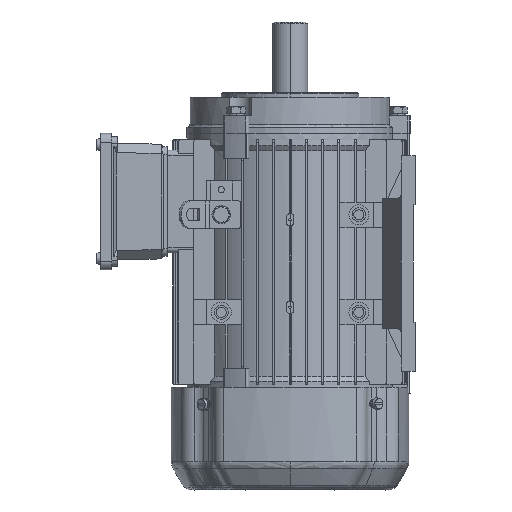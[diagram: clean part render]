
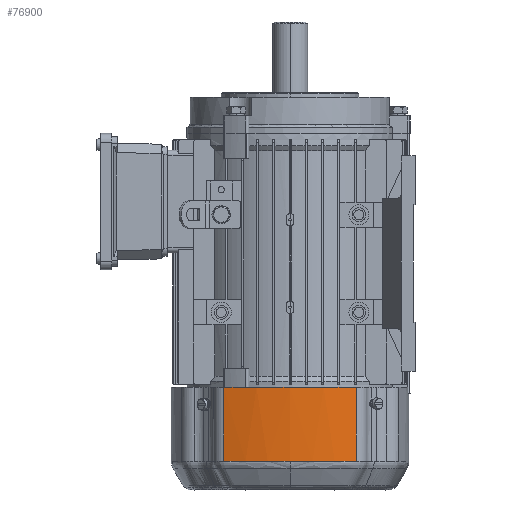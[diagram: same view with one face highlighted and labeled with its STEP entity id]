
A CAD part, left-side view. The second image highlights one B-rep face of the part: STEP entity #76900.
In plain terms, the highlighted cylindrical face has radius 178 mm (diameter 356 mm), a partial arc.
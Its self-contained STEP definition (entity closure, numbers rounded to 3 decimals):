
#9721 = CARTESIAN_POINT ( 'NONE',  ( -87.007, 52.741, -54.102 ) ) ;
#10242 = CARTESIAN_POINT ( 'NONE',  ( -86.928, -52.994, -65. ) ) ;
#10374 = CIRCLE ( 'NONE', #24751, 178. ) ;
#10619 = CARTESIAN_POINT ( 'NONE',  ( -94.816, 9.908, -54.102 ) ) ;
#10814 = VERTEX_POINT ( 'NONE', #158217 ) ;
#12072 = VECTOR ( 'NONE', #103159, 1000. ) ;
#12389 = CARTESIAN_POINT ( 'NONE',  ( -89.661, 43.326, -54.102 ) ) ;
#17305 = CYLINDRICAL_SURFACE ( 'NONE', #130766, 178. ) ;
#19934 = CARTESIAN_POINT ( 'NONE',  ( -89.598, -44.433, -54.102 ) ) ;
#20246 = VERTEX_POINT ( 'NONE', #147407 ) ;
#20617 = CARTESIAN_POINT ( 'NONE',  ( -86.928, 52.994, -65. ) ) ;
#24751 = AXIS2_PLACEMENT_3D ( 'NONE', #69800, #168433, #124507 ) ;
#28621 = EDGE_LOOP ( 'NONE', ( #52905, #29133, #57069, #122244, #172540 ) ) ;
#29133 = ORIENTED_EDGE ( 'NONE', *, *, #51605, .F. ) ;
#36687 = CARTESIAN_POINT ( 'NONE',  ( -91.655, 34.465, -54.102 ) ) ;
#38440 = CARTESIAN_POINT ( 'NONE',  ( -87.184, 52.171, -54.102 ) ) ;
#38488 = CARTESIAN_POINT ( 'NONE',  ( -95., -8.968, -54.102 ) ) ;
#46055 = VECTOR ( 'NONE', #119732, 1000. ) ;
#48432 = LINE ( 'NONE', #20617, #12072 ) ;
#51605 = EDGE_CURVE ( 'NONE', #57184, #92973, #71273, .T. ) ;
#52905 = ORIENTED_EDGE ( 'NONE', *, *, #108058, .T. ) ;
#54576 = CARTESIAN_POINT ( 'NONE',  ( -90.628, 39.312, -54.102 ) ) ;
#57069 = ORIENTED_EDGE ( 'NONE', *, *, #72772, .T. ) ;
#57184 = VERTEX_POINT ( 'NONE', #144154 ) ;
#63114 = CARTESIAN_POINT ( 'NONE',  ( -86.928, -52.994, -54.102 ) ) ;
#64477 = CARTESIAN_POINT ( 'NONE',  ( -86.953, 52.917, -54.102 ) ) ;
#67658 = LINE ( 'NONE', #10242, #46055 ) ;
#69800 = CARTESIAN_POINT ( 'NONE',  ( 83., 0., 5. ) ) ;
#71273 = B_SPLINE_CURVE_WITH_KNOTS ( 'NONE', 3,
 ( #163095, #122746, #10619, #135299, #177421, #36687, #54576, #12389, #80627, #109309, #105757, #120959, #132641, #176528, #120110, #38440, #9721, #64477, #106635 ),
 .UNSPECIFIED., .F., .F.,
 ( 4, 1, 1, 1, 1, 1, 1, 1, 1, 1, 1, 1, 1, 1, 1, 1, 4 ),
 ( 0., 0.184, 0.368, 0.552, 0.644, 0.737, 0.829, 0.875, 0.898, 0.921, 0.926, 0.932, 0.944, 0.967, 0.99, 0.995, 1. ),
 .UNSPECIFIED. ) ;
#72772 = EDGE_CURVE ( 'NONE', #57184, #150005, #98367, .T. ) ;
#76299 = EDGE_CURVE ( 'NONE', #20246, #10814, #10374, .T. ) ;
#76900 = ADVANCED_FACE ( 'NONE', ( #85513 ), #17305, .T. ) ;
#80627 = CARTESIAN_POINT ( 'NONE',  ( -88.925, 46.12, -54.102 ) ) ;
#85513 = FACE_OUTER_BOUND ( 'NONE', #28621, .T. ) ;
#92973 = VERTEX_POINT ( 'NONE', #119746 ) ;
#98367 = B_SPLINE_CURVE_WITH_KNOTS ( 'NONE', 3,
 ( #159585, #38488, #106684, #161344, #19934, #173947 ),
 .UNSPECIFIED., .F., .F.,
 ( 4, 2, 4 ),
 ( 0., 0.5, 1. ),
 .UNSPECIFIED. ) ;
#98941 = CARTESIAN_POINT ( 'NONE',  ( 83., 0., -65. ) ) ;
#99842 = DIRECTION ( 'NONE',  ( 0., 0., 1. ) ) ;
#103159 = DIRECTION ( 'NONE',  ( 0., 0., -1. ) ) ;
#105757 = CARTESIAN_POINT ( 'NONE',  ( -88.236, 48.607, -54.102 ) ) ;
#106635 = CARTESIAN_POINT ( 'NONE',  ( -86.928, 52.994, -54.102 ) ) ;
#106684 = CARTESIAN_POINT ( 'NONE',  ( -94.321, -17.937, -54.102 ) ) ;
#108058 = EDGE_CURVE ( 'NONE', #10814, #92973, #48432, .T. ) ;
#109309 = CARTESIAN_POINT ( 'NONE',  ( -88.488, 47.713, -54.102 ) ) ;
#119732 = DIRECTION ( 'NONE',  ( 0., 0., 1. ) ) ;
#119746 = CARTESIAN_POINT ( 'NONE',  ( -86.928, 52.994, -54.102 ) ) ;
#120110 = CARTESIAN_POINT ( 'NONE',  ( -87.454, 51.282, -54.102 ) ) ;
#120959 = CARTESIAN_POINT ( 'NONE',  ( -88.065, 49.202, -54.102 ) ) ;
#122244 = ORIENTED_EDGE ( 'NONE', *, *, #174434, .T. ) ;
#122746 = CARTESIAN_POINT ( 'NONE',  ( -95., 3.303, -54.102 ) ) ;
#124507 = DIRECTION ( 'NONE',  ( 1., 0., 0. ) ) ;
#130766 = AXIS2_PLACEMENT_3D ( 'NONE', #98941, #99842, #167087 ) ;
#132641 = CARTESIAN_POINT ( 'NONE',  ( -87.95, 49.599, -54.102 ) ) ;
#135299 = CARTESIAN_POINT ( 'NONE',  ( -93.989, 19.786, -54.102 ) ) ;
#144154 = CARTESIAN_POINT ( 'NONE',  ( -95., 0., -54.102 ) ) ;
#147407 = CARTESIAN_POINT ( 'NONE',  ( -86.928, -52.994, 5. ) ) ;
#150005 = VERTEX_POINT ( 'NONE', #63114 ) ;
#158217 = CARTESIAN_POINT ( 'NONE',  ( -86.928, 52.994, 5. ) ) ;
#159585 = CARTESIAN_POINT ( 'NONE',  ( -95., 0., -54.102 ) ) ;
#161344 = CARTESIAN_POINT ( 'NONE',  ( -91.62, -35.669, -54.102 ) ) ;
#163095 = CARTESIAN_POINT ( 'NONE',  ( -95., 0., -54.102 ) ) ;
#167087 = DIRECTION ( 'NONE',  ( 1., 0., 0. ) ) ;
#168433 = DIRECTION ( 'NONE',  ( 0., 0., -1. ) ) ;
#172540 = ORIENTED_EDGE ( 'NONE', *, *, #76299, .T. ) ;
#173947 = CARTESIAN_POINT ( 'NONE',  ( -86.928, -52.994, -54.102 ) ) ;
#174434 = EDGE_CURVE ( 'NONE', #150005, #20246, #67658, .T. ) ;
#176528 = CARTESIAN_POINT ( 'NONE',  ( -87.748, 50.292, -54.102 ) ) ;
#177421 = CARTESIAN_POINT ( 'NONE',  ( -92.844, 27.966, -54.102 ) ) ;
